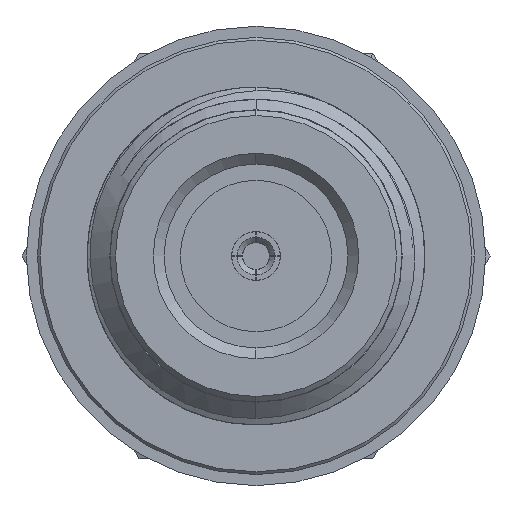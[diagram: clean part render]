
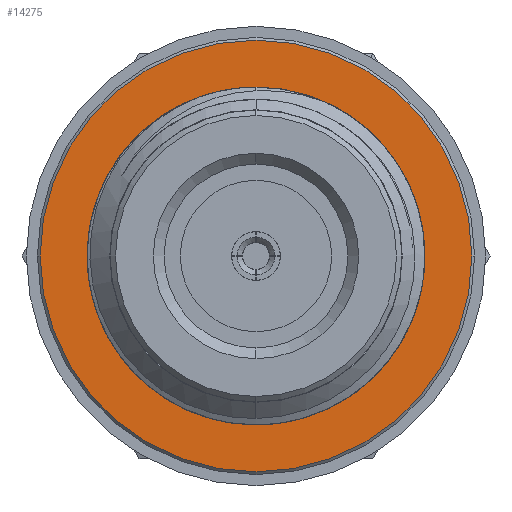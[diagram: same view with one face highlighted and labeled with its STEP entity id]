
A CAD part, left-side view. The second image highlights one B-rep face of the part: STEP entity #14275.
In plain terms, the highlighted planar face has unit normal (-1, 0, 0).
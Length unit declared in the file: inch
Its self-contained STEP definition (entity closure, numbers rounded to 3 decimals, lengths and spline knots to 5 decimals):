
#516 = VERTEX_POINT ( 'NONE', #14722 ) ;
#641 = CARTESIAN_POINT ( 'NONE',  ( 0.5864, 0., 0. ) ) ;
#923 = CIRCLE ( 'NONE', #28415, 0.39941 ) ;
#1890 = EDGE_CURVE ( 'NONE', #13636, #516, #25183, .T. ) ;
#2028 = AXIS2_PLACEMENT_3D ( 'NONE', #10835, #8641, #11167 ) ;
#3823 = AXIS2_PLACEMENT_3D ( 'NONE', #11905, #9219, #19504 ) ;
#3934 = EDGE_CURVE ( 'NONE', #516, #13636, #923, .T. ) ;
#4870 = ORIENTED_EDGE ( 'NONE', *, *, #1890, .T. ) ;
#4882 = CIRCLE ( 'NONE', #3823, 0.3125 ) ;
#5456 = EDGE_CURVE ( 'NONE', #25148, #22090, #8456, .T. ) ;
#6850 = AXIS2_PLACEMENT_3D ( 'NONE', #30646, #10559, #28458 ) ;
#8357 = AXIS2_PLACEMENT_3D ( 'NONE', #9464, #22457, #9631 ) ;
#8456 = CIRCLE ( 'NONE', #6850, 0.3125 ) ;
#8641 = DIRECTION ( 'NONE',  ( -1., 0., 0. ) ) ;
#9219 = DIRECTION ( 'NONE',  ( -1., 0., 0. ) ) ;
#9464 = CARTESIAN_POINT ( 'NONE',  ( 0.5864, 0.40441, 0. ) ) ;
#9631 = DIRECTION ( 'NONE',  ( 0., -1., 0. ) ) ;
#10000 = ORIENTED_EDGE ( 'NONE', *, *, #17480, .F. ) ;
#10426 = ORIENTED_EDGE ( 'NONE', *, *, #5456, .F. ) ;
#10559 = DIRECTION ( 'NONE',  ( -1., 0., 0. ) ) ;
#10835 = CARTESIAN_POINT ( 'NONE',  ( 0.5864, 0., 0. ) ) ;
#10843 = CARTESIAN_POINT ( 'NONE',  ( 0.5864, 0., -0.3125 ) ) ;
#11167 = DIRECTION ( 'NONE',  ( 0., -1., 0. ) ) ;
#11905 = CARTESIAN_POINT ( 'NONE',  ( 0.5864, 0., 0. ) ) ;
#13636 = VERTEX_POINT ( 'NONE', #18122 ) ;
#13956 = EDGE_LOOP ( 'NONE', ( #10000, #10426 ) ) ;
#14275 = ADVANCED_FACE ( 'NONE', ( #22294, #32561 ), #19414, .T. ) ;
#14722 = CARTESIAN_POINT ( 'NONE',  ( 0.5864, -0.39941, 0. ) ) ;
#14812 = EDGE_LOOP ( 'NONE', ( #4870, #25356 ) ) ;
#15976 = DIRECTION ( 'NONE',  ( -1., 0., 0. ) ) ;
#17480 = EDGE_CURVE ( 'NONE', #22090, #25148, #4882, .T. ) ;
#18122 = CARTESIAN_POINT ( 'NONE',  ( 0.5864, 0.39941, 0. ) ) ;
#19414 = PLANE ( 'NONE',  #8357 ) ;
#19504 = DIRECTION ( 'NONE',  ( 0., -1., 0. ) ) ;
#22090 = VERTEX_POINT ( 'NONE', #28879 ) ;
#22294 = FACE_BOUND ( 'NONE', #13956, .T. ) ;
#22457 = DIRECTION ( 'NONE',  ( -1., 0., 0. ) ) ;
#25148 = VERTEX_POINT ( 'NONE', #10843 ) ;
#25183 = CIRCLE ( 'NONE', #2028, 0.39941 ) ;
#25356 = ORIENTED_EDGE ( 'NONE', *, *, #3934, .T. ) ;
#28415 = AXIS2_PLACEMENT_3D ( 'NONE', #641, #15976, #31981 ) ;
#28458 = DIRECTION ( 'NONE',  ( 0., -1., 0. ) ) ;
#28879 = CARTESIAN_POINT ( 'NONE',  ( 0.5864, 0., 0.3125 ) ) ;
#30646 = CARTESIAN_POINT ( 'NONE',  ( 0.5864, 0., 0. ) ) ;
#31981 = DIRECTION ( 'NONE',  ( 0., -1., 0. ) ) ;
#32561 = FACE_OUTER_BOUND ( 'NONE', #14812, .T. ) ;
